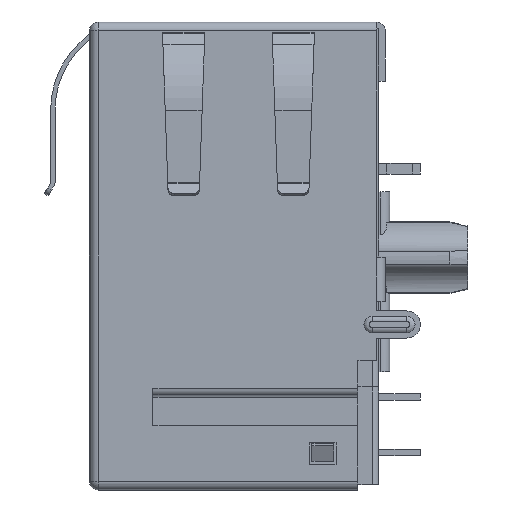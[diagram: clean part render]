
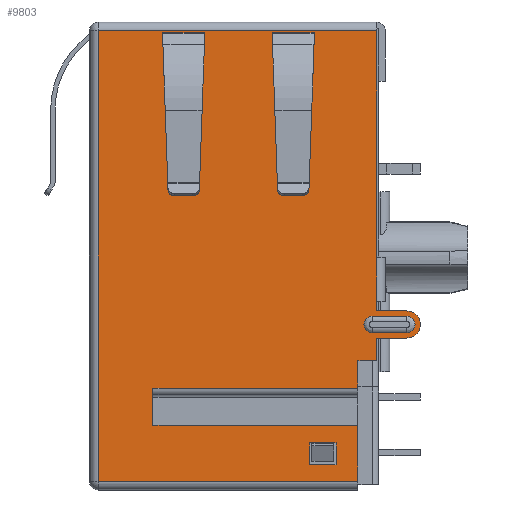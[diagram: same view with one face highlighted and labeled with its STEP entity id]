
A CAD part, left-side view. The second image highlights one B-rep face of the part: STEP entity #9803.
In plain terms, the highlighted planar face has unit normal (-1, 0, 0).
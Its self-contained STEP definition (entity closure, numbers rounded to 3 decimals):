
#967=DIRECTION('',(0.,0.,1.));
#968=VECTOR('',#967,1.03);
#969=CARTESIAN_POINT('',(-7.95,-6.35,-15.405));
#970=LINE('',#969,#968);
#983=DIRECTION('',(0.,0.,1.));
#984=VECTOR('',#983,0.43);
#985=CARTESIAN_POINT('',(-7.95,-6.35,-13.135));
#986=LINE('',#985,#984);
#999=DIRECTION('',(0.,0.,1.));
#1000=VECTOR('',#999,10.35);
#1001=CARTESIAN_POINT('',(-7.95,-6.35,-10.705));
#1002=LINE('',#1001,#1000);
#1052=DIRECTION('',(0.,1.,0.));
#1053=VECTOR('',#1052,1.915);
#1054=CARTESIAN_POINT('',(-7.95,1.5,-0.442));
#1055=LINE('',#1054,#1053);
#1056=DIRECTION('',(0.,0.035,0.999));
#1057=VECTOR('',#1056,0.296);
#1058=CARTESIAN_POINT('',(-7.95,3.405,-0.738));
#1059=LINE('',#1058,#1057);
#1060=DIRECTION('',(0.,-1.,0.));
#1061=VECTOR('',#1060,1.905);
#1062=CARTESIAN_POINT('',(-7.95,3.405,-0.738));
#1063=LINE('',#1062,#1061);
#1064=DIRECTION('',(0.,0.,1.));
#1065=VECTOR('',#1064,0.296);
#1066=CARTESIAN_POINT('',(-7.95,1.5,-0.738));
#1067=LINE('',#1066,#1065);
#1068=DIRECTION('',(0.,1.,0.));
#1069=VECTOR('',#1068,1.915);
#1070=CARTESIAN_POINT('',(-7.95,-3.5,-0.442));
#1071=LINE('',#1070,#1069);
#1072=DIRECTION('',(0.,0.035,0.999));
#1073=VECTOR('',#1072,0.296);
#1074=CARTESIAN_POINT('',(-7.95,-1.595,-0.738));
#1075=LINE('',#1074,#1073);
#1076=DIRECTION('',(0.,1.,0.));
#1077=VECTOR('',#1076,1.905);
#1078=CARTESIAN_POINT('',(-7.95,-3.5,-0.738));
#1079=LINE('',#1078,#1077);
#1080=DIRECTION('',(0.,0.,1.));
#1081=VECTOR('',#1080,0.296);
#1082=CARTESIAN_POINT('',(-7.95,-3.5,-0.738));
#1083=LINE('',#1082,#1081);
#1084=DIRECTION('',(0.,-1.,0.));
#1085=VECTOR('',#1084,1.2);
#1086=CARTESIAN_POINT('',(-7.95,-3.3,-19.155));
#1087=LINE('',#1086,#1085);
#1088=DIRECTION('',(0.,0.,1.));
#1089=VECTOR('',#1088,1.);
#1090=CARTESIAN_POINT('',(-7.95,-3.3,-20.155));
#1091=LINE('',#1090,#1089);
#1092=DIRECTION('',(0.,1.,0.));
#1093=VECTOR('',#1092,1.2);
#1094=CARTESIAN_POINT('',(-7.95,-4.5,-20.155));
#1095=LINE('',#1094,#1093);
#1096=DIRECTION('',(0.,0.,-1.));
#1097=VECTOR('',#1096,1.);
#1098=CARTESIAN_POINT('',(-7.95,-4.5,-19.155));
#1099=LINE('',#1098,#1097);
#1100=DIRECTION('',(0.,-1.,0.));
#1101=VECTOR('',#1100,11.85);
#1102=CARTESIAN_POINT('',(-7.95,6.35,-20.905));
#1103=LINE('',#1102,#1101);
#1104=DIRECTION('',(0.,0.,-1.));
#1105=VECTOR('',#1104,20.55);
#1106=CARTESIAN_POINT('',(-7.95,6.35,-0.355));
#1107=LINE('',#1106,#1105);
#1108=DIRECTION('',(0.,1.,0.));
#1109=VECTOR('',#1108,12.7);
#1110=CARTESIAN_POINT('',(-7.95,-6.35,-0.355));
#1111=LINE('',#1110,#1109);
#1112=DIRECTION('',(0.,0.,1.));
#1113=VECTOR('',#1112,2.);
#1114=CARTESIAN_POINT('',(-7.95,-6.35,-12.705));
#1115=LINE('',#1114,#1113);
#1116=DIRECTION('',(0.,-1.,0.));
#1117=VECTOR('',#1116,1.38);
#1118=CARTESIAN_POINT('',(-7.95,-6.35,-13.135));
#1119=LINE('',#1118,#1117);
#1120=CARTESIAN_POINT('',(-7.95,-7.73,-13.755));
#1121=DIRECTION('',(-1.,0.,0.));
#1122=DIRECTION('',(0.,0.,-1.));
#1123=AXIS2_PLACEMENT_3D('',#1120,#1121,#1122);
#1125=DIRECTION('',(0.,-1.,0.));
#1126=VECTOR('',#1125,0.85);
#1127=CARTESIAN_POINT('',(-7.95,-5.5,-15.405));
#1128=LINE('',#1127,#1126);
#1129=DIRECTION('',(0.,0.,1.));
#1130=VECTOR('',#1129,1.25);
#1131=CARTESIAN_POINT('',(-7.95,-5.5,-16.655));
#1132=LINE('',#1131,#1130);
#1133=DIRECTION('',(0.,-1.,0.));
#1134=VECTOR('',#1133,9.35);
#1135=CARTESIAN_POINT('',(-7.95,3.85,-16.655));
#1136=LINE('',#1135,#1134);
#1137=DIRECTION('',(0.,0.,1.));
#1138=VECTOR('',#1137,1.7);
#1139=CARTESIAN_POINT('',(-7.95,3.85,-18.355));
#1140=LINE('',#1139,#1138);
#1141=DIRECTION('',(0.,-1.,0.));
#1142=VECTOR('',#1141,9.35);
#1143=CARTESIAN_POINT('',(-7.95,3.85,-18.355));
#1144=LINE('',#1143,#1142);
#1145=DIRECTION('',(0.,0.,1.));
#1146=VECTOR('',#1145,2.55);
#1147=CARTESIAN_POINT('',(-7.95,-5.5,-20.905));
#1148=LINE('',#1147,#1146);
#1149=DIRECTION('',(0.,1.,0.));
#1150=VECTOR('',#1149,1.58);
#1151=CARTESIAN_POINT('',(-7.95,-7.73,-13.378));
#1152=LINE('',#1151,#1150);
#1153=CARTESIAN_POINT('',(-7.95,-6.15,-13.755));
#1154=DIRECTION('',(-1.,0.,0.));
#1155=DIRECTION('',(0.,0.,1.));
#1156=AXIS2_PLACEMENT_3D('',#1153,#1154,#1155);
#1158=DIRECTION('',(0.,-1.,0.));
#1159=VECTOR('',#1158,1.58);
#1160=CARTESIAN_POINT('',(-7.95,-6.15,-14.132));
#1161=LINE('',#1160,#1159);
#1162=CARTESIAN_POINT('',(-7.95,-7.73,-13.755));
#1163=DIRECTION('',(-1.,0.,0.));
#1164=DIRECTION('',(0.,0.,-1.));
#1165=AXIS2_PLACEMENT_3D('',#1162,#1163,#1164);
#6332=DIRECTION('',(0.,-1.,0.));
#6333=VECTOR('',#6332,1.38);
#6334=CARTESIAN_POINT('',(-7.95,-6.35,-14.375));
#6335=LINE('',#6334,#6333);
#6784=CARTESIAN_POINT('',(-7.95,-3.5,-0.738));
#6785=CARTESIAN_POINT('',(-7.95,-3.5,-0.442));
#6786=VERTEX_POINT('',#6784);
#6787=VERTEX_POINT('',#6785);
#6810=CARTESIAN_POINT('',(-7.95,6.35,-20.905));
#6811=CARTESIAN_POINT('',(-7.95,-5.5,-20.905));
#6812=VERTEX_POINT('',#6810);
#6813=VERTEX_POINT('',#6811);
#6814=CARTESIAN_POINT('',(-7.95,-6.35,-0.355));
#6815=CARTESIAN_POINT('',(-7.95,6.35,-0.355));
#6816=VERTEX_POINT('',#6814);
#6817=VERTEX_POINT('',#6815);
#7088=CARTESIAN_POINT('',(-7.95,-1.595,-0.738));
#7090=VERTEX_POINT('',#7088);
#7104=CARTESIAN_POINT('',(-7.95,-1.585,-0.442));
#7105=VERTEX_POINT('',#7104);
#7106=CARTESIAN_POINT('',(-7.95,3.405,-0.738));
#7107=CARTESIAN_POINT('',(-7.95,3.415,-0.442));
#7108=VERTEX_POINT('',#7106);
#7109=VERTEX_POINT('',#7107);
#7111=CARTESIAN_POINT('',(-7.95,1.5,-0.442));
#7113=VERTEX_POINT('',#7111);
#7118=CARTESIAN_POINT('',(-7.95,1.5,-0.738));
#7119=VERTEX_POINT('',#7118);
#7307=CARTESIAN_POINT('',(-7.95,-6.35,-10.705));
#7309=VERTEX_POINT('',#7307);
#7311=CARTESIAN_POINT('',(-7.95,-6.35,-12.705));
#7313=VERTEX_POINT('',#7311);
#7371=CARTESIAN_POINT('',(-7.95,-6.35,-14.375));
#7373=VERTEX_POINT('',#7371);
#7377=CARTESIAN_POINT('',(-7.95,-6.35,-13.135));
#7378=VERTEX_POINT('',#7377);
#7391=CARTESIAN_POINT('',(-7.95,-7.73,-14.375));
#7392=VERTEX_POINT('',#7391);
#7393=CARTESIAN_POINT('',(-7.95,-7.73,-13.135));
#7394=VERTEX_POINT('',#7393);
#7423=CARTESIAN_POINT('',(-7.95,3.85,-18.355));
#7424=CARTESIAN_POINT('',(-7.95,3.85,-16.655));
#7425=VERTEX_POINT('',#7423);
#7426=VERTEX_POINT('',#7424);
#7435=CARTESIAN_POINT('',(-7.95,-6.35,-15.405));
#7437=VERTEX_POINT('',#7435);
#7439=CARTESIAN_POINT('',(-7.95,-5.5,-15.405));
#7440=VERTEX_POINT('',#7439);
#7461=CARTESIAN_POINT('',(-7.95,-5.5,-16.655));
#7462=VERTEX_POINT('',#7461);
#7475=CARTESIAN_POINT('',(-7.95,-5.5,-18.355));
#7477=VERTEX_POINT('',#7475);
#7515=CARTESIAN_POINT('',(-7.95,-3.3,-19.155));
#7516=VERTEX_POINT('',#7515);
#7517=CARTESIAN_POINT('',(-7.95,-4.5,-19.155));
#7518=VERTEX_POINT('',#7517);
#7519=CARTESIAN_POINT('',(-7.95,-4.5,-20.155));
#7520=VERTEX_POINT('',#7519);
#7521=CARTESIAN_POINT('',(-7.95,-3.3,-20.155));
#7522=VERTEX_POINT('',#7521);
#8470=CARTESIAN_POINT('',(-7.95,-7.73,-13.378));
#8471=CARTESIAN_POINT('',(-7.95,-6.15,-13.378));
#8472=VERTEX_POINT('',#8470);
#8473=VERTEX_POINT('',#8471);
#8476=CARTESIAN_POINT('',(-7.95,-6.15,-14.132));
#8477=VERTEX_POINT('',#8476);
#8480=CARTESIAN_POINT('',(-7.95,-7.73,-14.132));
#8481=VERTEX_POINT('',#8480);
#9728=CARTESIAN_POINT('',(-7.95,-6.35,0.045));
#9729=DIRECTION('',(-1.,0.,0.));
#9730=DIRECTION('',(0.,0.,-1.));
#9731=AXIS2_PLACEMENT_3D('',#9728,#9729,#9730);
#9732=PLANE('',#9731);
#9734=ORIENTED_EDGE('',*,*,#9733,.F.);
#9736=ORIENTED_EDGE('',*,*,#9735,.F.);
#9737=ORIENTED_EDGE('',*,*,#9718,.F.);
#9738=ORIENTED_EDGE('',*,*,#9672,.F.);
#9740=ORIENTED_EDGE('',*,*,#9739,.F.);
#9741=ORIENTED_EDGE('',*,*,#9664,.F.);
#9743=ORIENTED_EDGE('',*,*,#9742,.T.);
#9745=ORIENTED_EDGE('',*,*,#9744,.F.);
#9747=ORIENTED_EDGE('',*,*,#9746,.F.);
#9748=ORIENTED_EDGE('',*,*,#9656,.F.);
#9750=ORIENTED_EDGE('',*,*,#9749,.F.);
#9752=ORIENTED_EDGE('',*,*,#9751,.F.);
#9754=ORIENTED_EDGE('',*,*,#9753,.F.);
#9756=ORIENTED_EDGE('',*,*,#9755,.F.);
#9758=ORIENTED_EDGE('',*,*,#9757,.T.);
#9760=ORIENTED_EDGE('',*,*,#9759,.F.);
#9761=EDGE_LOOP('',(#9734,#9736,#9737,#9738,#9740,#9741,#9743,#9745,#9747,#9748,
#9750,#9752,#9754,#9756,#9758,#9760));
#9762=FACE_OUTER_BOUND('',#9761,.F.);
#9764=ORIENTED_EDGE('',*,*,#9763,.T.);
#9766=ORIENTED_EDGE('',*,*,#9765,.F.);
#9768=ORIENTED_EDGE('',*,*,#9767,.F.);
#9770=ORIENTED_EDGE('',*,*,#9769,.T.);
#9771=EDGE_LOOP('',(#9764,#9766,#9768,#9770));
#9772=FACE_BOUND('',#9771,.F.);
#9774=ORIENTED_EDGE('',*,*,#9773,.F.);
#9776=ORIENTED_EDGE('',*,*,#9775,.F.);
#9778=ORIENTED_EDGE('',*,*,#9777,.F.);
#9780=ORIENTED_EDGE('',*,*,#9779,.F.);
#9781=EDGE_LOOP('',(#9774,#9776,#9778,#9780));
#9782=FACE_BOUND('',#9781,.F.);
#9784=ORIENTED_EDGE('',*,*,#9783,.T.);
#9786=ORIENTED_EDGE('',*,*,#9785,.F.);
#9788=ORIENTED_EDGE('',*,*,#9787,.T.);
#9790=ORIENTED_EDGE('',*,*,#9789,.T.);
#9791=EDGE_LOOP('',(#9784,#9786,#9788,#9790));
#9792=FACE_BOUND('',#9791,.F.);
#9794=ORIENTED_EDGE('',*,*,#9793,.T.);
#9796=ORIENTED_EDGE('',*,*,#9795,.T.);
#9798=ORIENTED_EDGE('',*,*,#9797,.T.);
#9800=ORIENTED_EDGE('',*,*,#9799,.T.);
#9801=EDGE_LOOP('',(#9794,#9796,#9798,#9800));
#9802=FACE_BOUND('',#9801,.F.);
#1124=CIRCLE('',#1123,0.62);
#1157=CIRCLE('',#1156,0.377);
#1166=CIRCLE('',#1165,0.377);
#9656=EDGE_CURVE('',#7437,#7373,#970,.T.);
#9664=EDGE_CURVE('',#7378,#7313,#986,.T.);
#9672=EDGE_CURVE('',#7309,#6816,#1002,.T.);
#9718=EDGE_CURVE('',#6816,#6817,#1111,.T.);
#9733=EDGE_CURVE('',#6812,#6813,#1103,.T.);
#9735=EDGE_CURVE('',#6817,#6812,#1107,.T.);
#9739=EDGE_CURVE('',#7313,#7309,#1115,.T.);
#9742=EDGE_CURVE('',#7378,#7394,#1119,.T.);
#9744=EDGE_CURVE('',#7392,#7394,#1124,.T.);
#9746=EDGE_CURVE('',#7373,#7392,#6335,.T.);
#9749=EDGE_CURVE('',#7440,#7437,#1128,.T.);
#9751=EDGE_CURVE('',#7462,#7440,#1132,.T.);
#9753=EDGE_CURVE('',#7426,#7462,#1136,.T.);
#9755=EDGE_CURVE('',#7425,#7426,#1140,.T.);
#9757=EDGE_CURVE('',#7425,#7477,#1144,.T.);
#9759=EDGE_CURVE('',#6813,#7477,#1148,.T.);
#9763=EDGE_CURVE('',#6787,#7105,#1071,.T.);
#9765=EDGE_CURVE('',#7090,#7105,#1075,.T.);
#9767=EDGE_CURVE('',#6786,#7090,#1079,.T.);
#9769=EDGE_CURVE('',#6786,#6787,#1083,.T.);
#9773=EDGE_CURVE('',#7516,#7518,#1087,.T.);
#9775=EDGE_CURVE('',#7522,#7516,#1091,.T.);
#9777=EDGE_CURVE('',#7520,#7522,#1095,.T.);
#9779=EDGE_CURVE('',#7518,#7520,#1099,.T.);
#9783=EDGE_CURVE('',#7113,#7109,#1055,.T.);
#9785=EDGE_CURVE('',#7108,#7109,#1059,.T.);
#9787=EDGE_CURVE('',#7108,#7119,#1063,.T.);
#9789=EDGE_CURVE('',#7119,#7113,#1067,.T.);
#9793=EDGE_CURVE('',#8472,#8473,#1152,.T.);
#9795=EDGE_CURVE('',#8473,#8477,#1157,.T.);
#9797=EDGE_CURVE('',#8477,#8481,#1161,.T.);
#9799=EDGE_CURVE('',#8481,#8472,#1166,.T.);
#9803=ADVANCED_FACE('',(#9762,#9772,#9782,#9792,#9802),#9732,.T.);
